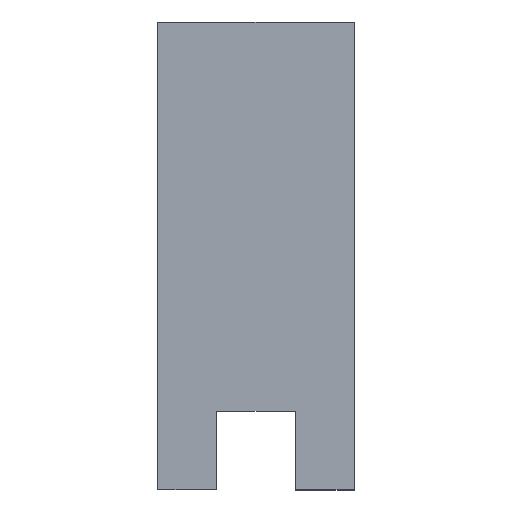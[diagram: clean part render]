
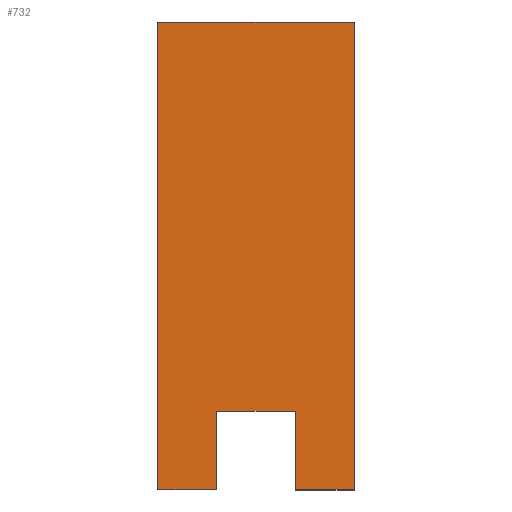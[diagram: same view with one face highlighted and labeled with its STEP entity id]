
A CAD part, top view. The second image highlights one B-rep face of the part: STEP entity #732.
In plain terms, the highlighted planar face has unit normal (0, 0, 1).
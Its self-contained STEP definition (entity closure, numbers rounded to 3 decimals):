
#32 = VERTEX_POINT('',#33);
#33 = CARTESIAN_POINT('',(-123.,219.,63.));
#39 = EDGE_CURVE('',#32,#40,#42,.T.);
#40 = VERTEX_POINT('',#41);
#41 = CARTESIAN_POINT('',(-123.,-19.,63.));
#42 = LINE('',#43,#44);
#43 = CARTESIAN_POINT('',(-123.,219.,63.));
#44 = VECTOR('',#45,1.);
#45 = DIRECTION('',(0.,-1.,0.));
#713 = EDGE_CURVE('',#40,#714,#716,.T.);
#714 = VERTEX_POINT('',#715);
#715 = CARTESIAN_POINT('',(-93.,-19.,63.));
#716 = LINE('',#717,#718);
#717 = CARTESIAN_POINT('',(-123.,-19.,63.));
#718 = VECTOR('',#719,1.);
#719 = DIRECTION('',(1.,0.,0.));
#732 = ADVANCED_FACE('',(#733),#783,.T.);
#733 = FACE_BOUND('',#734,.T.);
#734 = EDGE_LOOP('',(#735,#736,#737,#745,#753,#761,#769,#777));
#735 = ORIENTED_EDGE('',*,*,#39,.T.);
#736 = ORIENTED_EDGE('',*,*,#713,.T.);
#737 = ORIENTED_EDGE('',*,*,#738,.T.);
#738 = EDGE_CURVE('',#714,#739,#741,.T.);
#739 = VERTEX_POINT('',#740);
#740 = CARTESIAN_POINT('',(-93.,21.,63.));
#741 = LINE('',#742,#743);
#742 = CARTESIAN_POINT('',(-93.,-19.,63.));
#743 = VECTOR('',#744,1.);
#744 = DIRECTION('',(0.,1.,0.));
#745 = ORIENTED_EDGE('',*,*,#746,.T.);
#746 = EDGE_CURVE('',#739,#747,#749,.T.);
#747 = VERTEX_POINT('',#748);
#748 = CARTESIAN_POINT('',(-53.,21.,63.));
#749 = LINE('',#750,#751);
#750 = CARTESIAN_POINT('',(-93.,21.,63.));
#751 = VECTOR('',#752,1.);
#752 = DIRECTION('',(1.,0.,0.));
#753 = ORIENTED_EDGE('',*,*,#754,.T.);
#754 = EDGE_CURVE('',#747,#755,#757,.T.);
#755 = VERTEX_POINT('',#756);
#756 = CARTESIAN_POINT('',(-53.,-19.,63.));
#757 = LINE('',#758,#759);
#758 = CARTESIAN_POINT('',(-53.,21.,63.));
#759 = VECTOR('',#760,1.);
#760 = DIRECTION('',(0.,-1.,0.));
#761 = ORIENTED_EDGE('',*,*,#762,.T.);
#762 = EDGE_CURVE('',#755,#763,#765,.T.);
#763 = VERTEX_POINT('',#764);
#764 = CARTESIAN_POINT('',(-23.,-19.,63.));
#765 = LINE('',#766,#767);
#766 = CARTESIAN_POINT('',(-53.,-19.,63.));
#767 = VECTOR('',#768,1.);
#768 = DIRECTION('',(1.,0.,0.));
#769 = ORIENTED_EDGE('',*,*,#770,.T.);
#770 = EDGE_CURVE('',#763,#771,#773,.T.);
#771 = VERTEX_POINT('',#772);
#772 = CARTESIAN_POINT('',(-23.,219.,63.));
#773 = LINE('',#774,#775);
#774 = CARTESIAN_POINT('',(-23.,-19.,63.));
#775 = VECTOR('',#776,1.);
#776 = DIRECTION('',(0.,1.,0.));
#777 = ORIENTED_EDGE('',*,*,#778,.T.);
#778 = EDGE_CURVE('',#771,#32,#779,.T.);
#779 = LINE('',#780,#781);
#780 = CARTESIAN_POINT('',(-23.,219.,63.));
#781 = VECTOR('',#782,1.);
#782 = DIRECTION('',(-1.,0.,0.));
#783 = PLANE('',#784);
#784 = AXIS2_PLACEMENT_3D('',#785,#786,#787);
#785 = CARTESIAN_POINT('',(-73.,91.64,63.));
#786 = DIRECTION('',(0.,0.,1.));
#787 = DIRECTION('',(1.,0.,0.));
